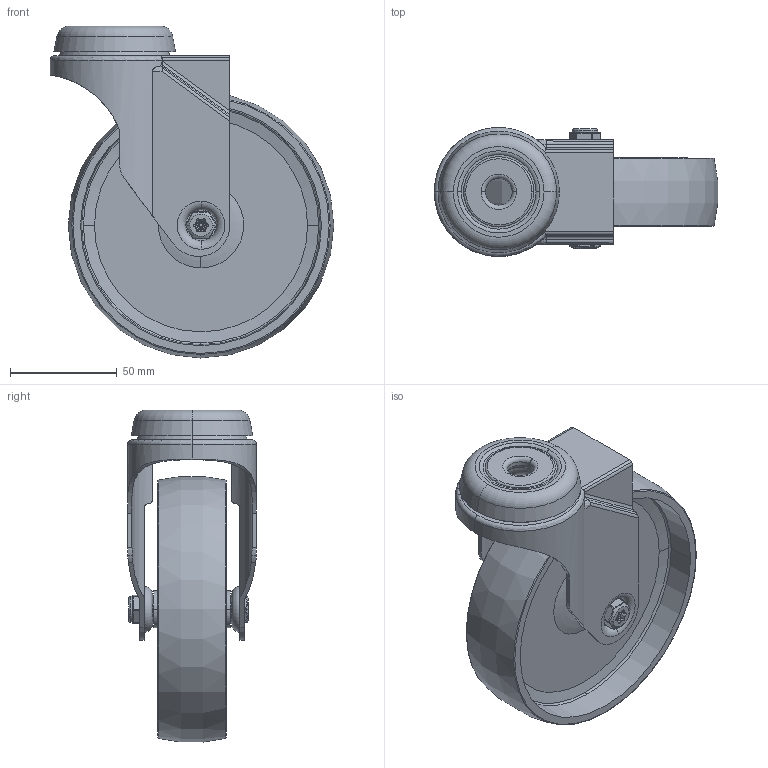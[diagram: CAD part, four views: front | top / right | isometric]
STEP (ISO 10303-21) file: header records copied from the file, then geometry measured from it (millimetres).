
FILE_DESCRIPTION(('STEP AP203'),'1');
FILE_NAME('BZM125PLBH12.STEP','2023-06-16T10:01:23',(' '),(' '),'Spatial InterOp 3D',' ',' ');
FILE_SCHEMA(('CONFIG_CONTROL_DESIGN'));
Length unit declared in the file: metre
Products named in the file (14): BZM125ASBH12; ZINC PLATED PRESSED STEEL HEAD; ZINC PLATED PRESSED STEEL FORKS; BZM125PLBH12; BZM125WPL; POLYPROPYLENE WHEEL; TUBEM10X37; ZINC PLATED AXLE TUBE; BOLTBZM8MM; ZINC PLATED AXLE BOLT; NYLOC NUT; NUT; RUBBER; NYLOCM8Z
Assembly tree (13 placements, depth 4):
  BZM125PLBH12
    BZM125ASBH12
      ZINC PLATED PRESSED STEEL HEAD
      ZINC PLATED PRESSED STEEL FORKS
    BZM125WPL
      POLYPROPYLENE WHEEL
    TUBEM10X37
      ZINC PLATED AXLE TUBE
    BOLTBZM8MM
      ZINC PLATED AXLE BOLT
    NYLOCM8Z
      NYLOC NUT
        NUT
        RUBBER
Bounding box: 133.04 x 60.49 x 155.79 mm (x, y, z)
Volume: 158633.6 mm3; surface area: 90239.8 mm2
Topology: 7 solids, 7 shells, 371 faces, 898 edges, 554 vertices
Faces by surface type: cylinder 162, torus 78, plane 65, sphere 32, bspline 18, cone 16
Entity records: 18577 total; most frequent: CARTESIAN_POINT 8964, DIRECTION 2075, ORIENTED_EDGE 1784, AXIS2_PLACEMENT_3D 909, EDGE_CURVE 892, VERTEX_POINT 554, CIRCLE 516, EDGE_LOOP 406
